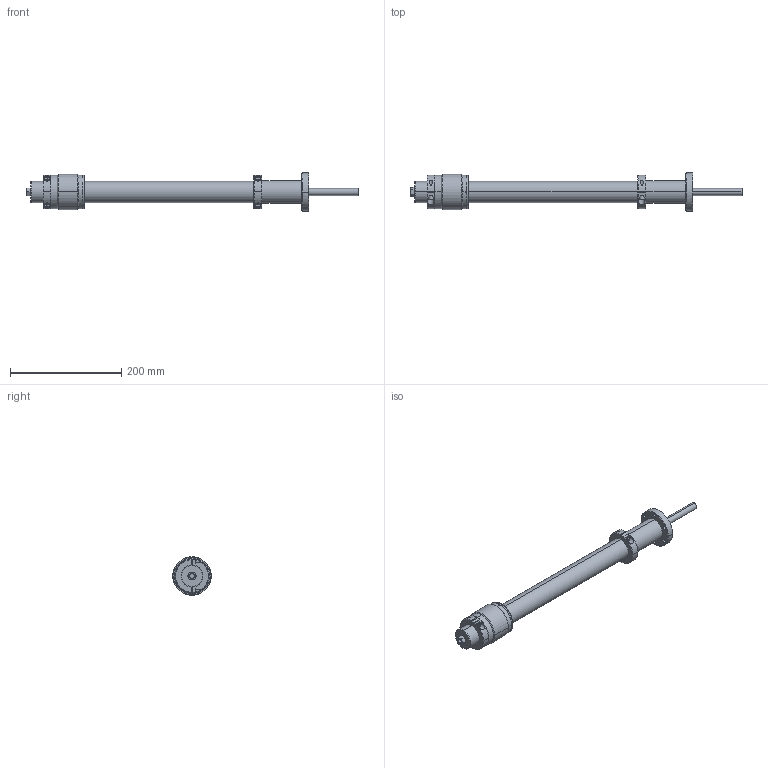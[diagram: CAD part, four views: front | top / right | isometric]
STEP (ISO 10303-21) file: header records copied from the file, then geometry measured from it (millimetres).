
FILE_DESCRIPTION (( 'STEP AP214' ), '1' );
FILE_NAME ('QN112544, FLLRE-275-50-12, AP214.STEP', '2021-05-19T23:23:05', ( '' ), ( '' ), 'SwSTEP 2.0', 'SolidWorks 2010', '' );
FILE_SCHEMA (( 'AUTOMOTIVE_DESIGN' ));
Length unit declared in the file: inch
Products named in the file (1): QN112544, FLLRE-275-50-12, AP214
Bounding box: 598.13 x 69.34 x 69.34 mm (x, y, z)
Surface area: 149765.4 mm2 (no closed solid volume)
Topology: 0 solids, 35 shells, 353 faces, 1538 edges, 1143 vertices
Faces by surface type: plane 182, cylinder 109, cone 62
Entity records: 21245 total; most frequent: CARTESIAN_POINT 4212, DIRECTION 2641, ORIENTED_EDGE 2213, EDGE_CURVE 1530, VERTEX_POINT 1143, LINE 931, VECTOR 931, AXIS2_PLACEMENT_3D 855
